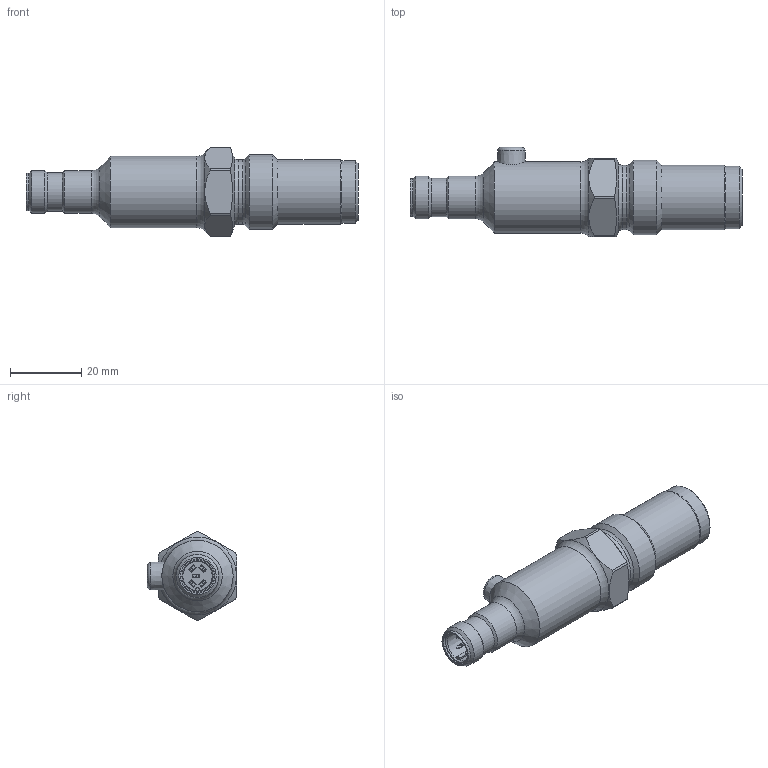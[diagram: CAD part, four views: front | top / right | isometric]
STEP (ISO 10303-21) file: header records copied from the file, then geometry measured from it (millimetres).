
FILE_DESCRIPTION( ( 'STEP for Baumer WEB' ), '1' );
FILE_NAME( 'PP20H-2.xxxxx.D115.482020.000.stp', '21.1.2019', ( 'bod' ), ( 'Baumer Electric AG, CH-8501 Frauenfeld' ), 'PSStep 19.0.9', 'SolidEdge ST9', ' ' );
FILE_SCHEMA( ( 'AUTOMOTIVE_DESIGN { 1 0 10303 214 1 1 1 1 }' ) );
Length unit declared in the file: millimetre
Products named in the file (1): 511:1-oa0
Bounding box: 93.2 x 25.05 x 25 mm (x, y, z)
Volume: 23812.3 mm3; surface area: 6354.3 mm2
Topology: 1 solids, 1 shells, 175 faces, 448 edges, 283 vertices
Faces by surface type: plane 109, cylinder 46, cone 15, torus 5
Full cylindrical faces by diameter (mm): 9.445 x1, 10.47 x1, 10.8 x1, 12 x2, 17.5 x1, 18 x2, 20 x1, 20.955 x1
Entity records: 6608 total; most frequent: CARTESIAN_POINT 1066, DIRECTION 872, ORIENTED_EDGE 818, EDGE_CURVE 409, AXIS2_PLACEMENT_3D 302, VERTEX_POINT 272, LINE 268, VECTOR 268
